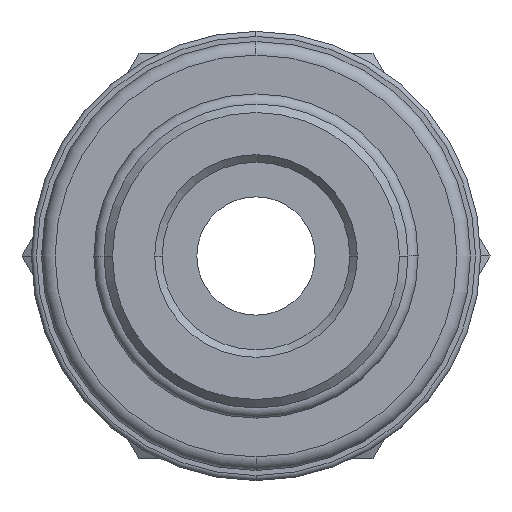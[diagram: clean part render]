
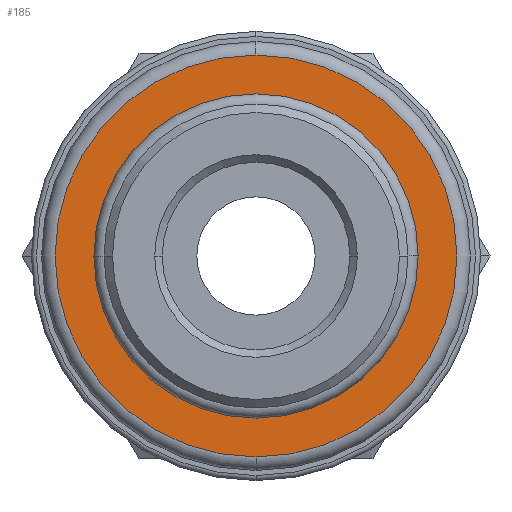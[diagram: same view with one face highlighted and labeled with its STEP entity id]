
A CAD part, front view. The second image highlights one B-rep face of the part: STEP entity #185.
In plain terms, the highlighted planar face has unit normal (0, -1, 0).
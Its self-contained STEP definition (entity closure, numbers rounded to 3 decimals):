
#185=ADVANCED_FACE('',(#435,#436),#437,.T.);
#435=FACE_BOUND('',#754,.T.);
#436=FACE_OUTER_BOUND('',#755,.T.);
#437=PLANE('',#756);
#754=EDGE_LOOP('',(#1227,#1228,#1229));
#755=EDGE_LOOP('',(#1230,#1231,#1232));
#756=AXIS2_PLACEMENT_3D('',#1233,#1234,#1235);
#1227=ORIENTED_EDGE('',*,*,#1950,.T.);
#1228=ORIENTED_EDGE('',*,*,#1941,.T.);
#1229=ORIENTED_EDGE('',*,*,#1951,.T.);
#1230=ORIENTED_EDGE('',*,*,#1952,.F.);
#1231=ORIENTED_EDGE('',*,*,#1953,.F.);
#1232=ORIENTED_EDGE('',*,*,#1954,.F.);
#1233=CARTESIAN_POINT('',(10.45,3.0,0.0));
#1234=DIRECTION('',(-0.0,-1.0,-0.0));
#1235=DIRECTION('',(-1.0,0.0,0.0));
#1941=EDGE_CURVE('',#2344,#2342,#2345,.T.);
#1950=EDGE_CURVE('',#2355,#2344,#2356,.T.);
#1951=EDGE_CURVE('',#2342,#2355,#2357,.T.);
#1952=EDGE_CURVE('',#2358,#2359,#2360,.T.);
#1953=EDGE_CURVE('',#2361,#2358,#2362,.T.);
#1954=EDGE_CURVE('',#2359,#2361,#2363,.T.);
#2342=VERTEX_POINT('',#2978);
#2344=VERTEX_POINT('',#2980);
#2345=CIRCLE('',#2981,9.52);
#2355=VERTEX_POINT('',#3004);
#2356=CIRCLE('',#3005,9.52);
#2357=CIRCLE('',#3006,9.52);
#2358=VERTEX_POINT('',#3007);
#2359=VERTEX_POINT('',#3008);
#2360=CIRCLE('',#3009,11.9);
#2361=VERTEX_POINT('',#3010);
#2362=CIRCLE('',#3011,11.9);
#2363=CIRCLE('',#3012,11.9);
#2978=CARTESIAN_POINT('',(-9.52,3.0,0.));
#2980=CARTESIAN_POINT('',(9.52,3.0,0.));
#2981=AXIS2_PLACEMENT_3D('',#3576,#3577,#3578);
#3004=CARTESIAN_POINT('',(0.,3.0,9.52));
#3005=AXIS2_PLACEMENT_3D('',#3587,#3588,#3589);
#3006=AXIS2_PLACEMENT_3D('',#3590,#3591,#3592);
#3007=CARTESIAN_POINT('',(11.9,3.0,0.0));
#3008=CARTESIAN_POINT('',(0.,3.0,-11.9));
#3009=AXIS2_PLACEMENT_3D('',#3593,#3594,#3595);
#3010=CARTESIAN_POINT('',(0.,3.0,11.9));
#3011=AXIS2_PLACEMENT_3D('',#3596,#3597,#3598);
#3012=AXIS2_PLACEMENT_3D('',#3599,#3600,#3601);
#3576=CARTESIAN_POINT('',(0.0,3.0,0.0));
#3577=DIRECTION('',(0.0,1.0,0.0));
#3578=DIRECTION('',(0.0,0.0,-1.0));
#3587=CARTESIAN_POINT('',(0.0,3.0,0.0));
#3588=DIRECTION('',(0.0,1.0,0.0));
#3589=DIRECTION('',(0.0,0.0,-1.0));
#3590=CARTESIAN_POINT('',(0.0,3.0,0.0));
#3591=DIRECTION('',(0.0,1.0,0.0));
#3592=DIRECTION('',(0.0,0.0,-1.0));
#3593=CARTESIAN_POINT('',(0.0,3.0,0.0));
#3594=DIRECTION('',(-0.0,1.0,0.0));
#3595=DIRECTION('',(1.0,0.0,0.0));
#3596=CARTESIAN_POINT('',(0.0,3.0,0.0));
#3597=DIRECTION('',(-0.0,1.0,0.0));
#3598=DIRECTION('',(1.0,0.0,0.0));
#3599=CARTESIAN_POINT('',(0.0,3.0,0.0));
#3600=DIRECTION('',(-0.0,1.0,0.0));
#3601=DIRECTION('',(1.0,0.0,0.0));
